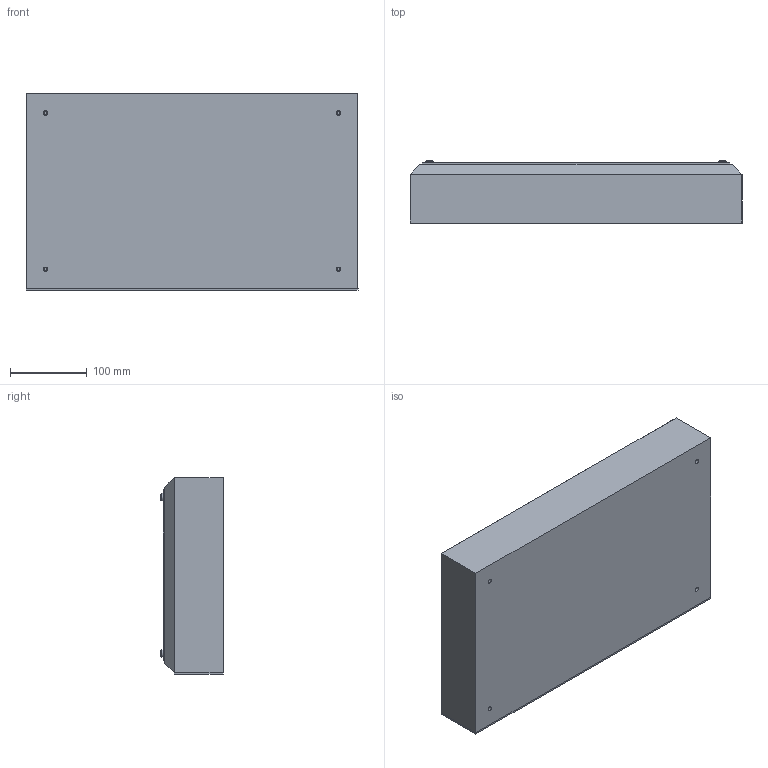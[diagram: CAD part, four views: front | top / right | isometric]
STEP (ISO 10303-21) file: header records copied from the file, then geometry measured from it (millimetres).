
FILE_DESCRIPTION (( 'STEP AP203' ), '1' );
FILE_NAME ('Assembly.STEP', '2021-04-14T10:07:54', ( '' ), ( '' ), 'SwSTEP 2.0', 'SolidWorks 2020', '' );
FILE_SCHEMA (( 'CONFIG_CONTROL_DESIGN' ));
Length unit declared in the file: millimetre
Products named in the file (5): Screw; Base; Top; Assembly; Side
Assembly tree (7 placements, depth 2):
  Assembly
    Base
    Top
    Screw  x4
    Side
Bounding box: 431.8 x 81.23 x 256.03 mm (x, y, z)
Volume: 2419339.3 mm3; surface area: 624373.2 mm2
Topology: 7 solids, 7 shells, 507 faces, 1428 edges, 916 vertices
Faces by surface type: cylinder 328, plane 103, cone 40, bspline 36
Entity records: 15110 total; most frequent: CARTESIAN_POINT 4101, ORIENTED_EDGE 2154, DIRECTION 2150, EDGE_CURVE 1077, AXIS2_PLACEMENT_3D 811, VERTEX_POINT 712, EDGE_LOOP 635, LINE 528
